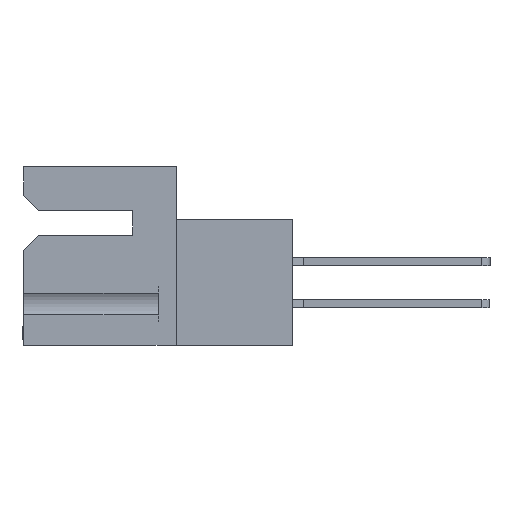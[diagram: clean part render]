
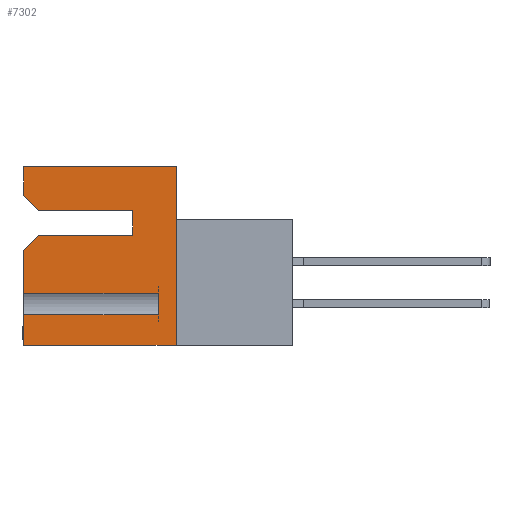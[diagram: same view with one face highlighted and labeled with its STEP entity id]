
A CAD part, left-side view. The second image highlights one B-rep face of the part: STEP entity #7302.
In plain terms, the highlighted planar face has unit normal (-1, 0, 0).
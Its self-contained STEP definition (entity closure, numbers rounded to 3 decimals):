
#469 = EDGE_CURVE ( 'NONE', #42468, #30618, #8411, .T. ) ;
#556 = VERTEX_POINT ( 'NONE', #10351 ) ;
#582 = CARTESIAN_POINT ( 'NONE',  ( 0., 11.506, -2.159 ) ) ;
#629 = VECTOR ( 'NONE', #3572, 1000. ) ;
#1057 = LINE ( 'NONE', #35317, #36545 ) ;
#1208 = DIRECTION ( 'NONE',  ( 0., 0., 1. ) ) ;
#1269 = VECTOR ( 'NONE', #7001, 1000. ) ;
#1534 = DIRECTION ( 'NONE',  ( 0., 0., -1. ) ) ;
#1641 = CARTESIAN_POINT ( 'NONE',  ( 0., 3.251, -5.182 ) ) ;
#2451 = CARTESIAN_POINT ( 'NONE',  ( 0., 11.506, -13.487 ) ) ;
#3446 = VERTEX_POINT ( 'NONE', #2451 ) ;
#3572 = DIRECTION ( 'NONE',  ( 0., -1., 0. ) ) ;
#3799 = EDGE_CURVE ( 'NONE', #34829, #556, #17608, .T. ) ;
#4316 = VECTOR ( 'NONE', #38030, 1000. ) ;
#4379 = CARTESIAN_POINT ( 'NONE',  ( 0., 3.251, -3.302 ) ) ;
#4528 = VECTOR ( 'NONE', #42549, 1000. ) ;
#5218 = VECTOR ( 'NONE', #27925, 1000. ) ;
#6741 = CARTESIAN_POINT ( 'NONE',  ( 0., 11.506, 0. ) ) ;
#6792 = CARTESIAN_POINT ( 'NONE',  ( 0., 1.346, -9.556 ) ) ;
#7001 = DIRECTION ( 'NONE',  ( 0., 0., 1. ) ) ;
#7302 = ADVANCED_FACE ( 'NONE', ( #22855 ), #14374, .F. ) ;
#8048 = DIRECTION ( 'NONE',  ( 1., 0., 0. ) ) ;
#8179 = CARTESIAN_POINT ( 'NONE',  ( 0., 1.346, 0. ) ) ;
#8350 = ORIENTED_EDGE ( 'NONE', *, *, #26894, .T. ) ;
#8411 = LINE ( 'NONE', #35333, #629 ) ;
#8955 = LINE ( 'NONE', #28317, #4528 ) ;
#9098 = VERTEX_POINT ( 'NONE', #40307 ) ;
#10019 = VERTEX_POINT ( 'NONE', #10506 ) ;
#10236 = ORIENTED_EDGE ( 'NONE', *, *, #25447, .F. ) ;
#10351 = CARTESIAN_POINT ( 'NONE',  ( 0., 0., -13.487 ) ) ;
#10506 = CARTESIAN_POINT ( 'NONE',  ( 0., 1.346, -11.17 ) ) ;
#10646 = VERTEX_POINT ( 'NONE', #582 ) ;
#11066 = ORIENTED_EDGE ( 'NONE', *, *, #23781, .T. ) ;
#11213 = LINE ( 'NONE', #31793, #1269 ) ;
#12114 = ORIENTED_EDGE ( 'NONE', *, *, #16712, .T. ) ;
#12729 = DIRECTION ( 'NONE',  ( 0., -0.707, -0.707 ) ) ;
#12994 = VERTEX_POINT ( 'NONE', #35582 ) ;
#13086 = ORIENTED_EDGE ( 'NONE', *, *, #21173, .F. ) ;
#13443 = CARTESIAN_POINT ( 'NONE',  ( 0., 11.506, 0. ) ) ;
#13988 = ORIENTED_EDGE ( 'NONE', *, *, #3799, .F. ) ;
#14334 = ORIENTED_EDGE ( 'NONE', *, *, #14451, .F. ) ;
#14374 = PLANE ( 'NONE',  #33497 ) ;
#14451 = EDGE_CURVE ( 'NONE', #24085, #34829, #34234, .T. ) ;
#15112 = CARTESIAN_POINT ( 'NONE',  ( 0., 1.346, -11.17 ) ) ;
#15561 = VECTOR ( 'NONE', #34221, 1000. ) ;
#16075 = CARTESIAN_POINT ( 'NONE',  ( 0., 10.363, -5.182 ) ) ;
#16712 = EDGE_CURVE ( 'NONE', #10019, #22360, #42914, .T. ) ;
#17365 = CARTESIAN_POINT ( 'NONE',  ( 0., -8.814, -13.487 ) ) ;
#17608 = LINE ( 'NONE', #29973, #34241 ) ;
#18163 = VERTEX_POINT ( 'NONE', #43149 ) ;
#18599 = CARTESIAN_POINT ( 'NONE',  ( 0., 11.506, -9.556 ) ) ;
#19408 = EDGE_CURVE ( 'NONE', #30618, #36618, #26457, .T. ) ;
#19597 = VECTOR ( 'NONE', #29732, 1000. ) ;
#19785 = VECTOR ( 'NONE', #41872, 1000. ) ;
#19827 = CARTESIAN_POINT ( 'NONE',  ( 0., 0., 0. ) ) ;
#19987 = CARTESIAN_POINT ( 'NONE',  ( 0., 0., -3.302 ) ) ;
#20242 = CARTESIAN_POINT ( 'NONE',  ( 0., 11.506, -13.487 ) ) ;
#21173 = EDGE_CURVE ( 'NONE', #556, #3446, #29633, .T. ) ;
#21580 = VECTOR ( 'NONE', #34697, 1000. ) ;
#22326 = CARTESIAN_POINT ( 'NONE',  ( 0., 0., 0. ) ) ;
#22360 = VERTEX_POINT ( 'NONE', #23442 ) ;
#22831 = EDGE_CURVE ( 'NONE', #36618, #9098, #36092, .T. ) ;
#22855 = FACE_OUTER_BOUND ( 'NONE', #30091, .T. ) ;
#23442 = CARTESIAN_POINT ( 'NONE',  ( 0., 11.506, -11.17 ) ) ;
#23781 = EDGE_CURVE ( 'NONE', #42468, #18163, #1057, .T. ) ;
#24085 = VERTEX_POINT ( 'NONE', #6741 ) ;
#24281 = EDGE_CURVE ( 'NONE', #28460, #12994, #29303, .T. ) ;
#24320 = DIRECTION ( 'NONE',  ( 0., 0.707, -0.707 ) ) ;
#24529 = LINE ( 'NONE', #8179, #34493 ) ;
#25447 = EDGE_CURVE ( 'NONE', #28460, #18163, #11213, .T. ) ;
#25674 = CARTESIAN_POINT ( 'NONE',  ( 0., 3.251, -5.182 ) ) ;
#26457 = LINE ( 'NONE', #1641, #39238 ) ;
#26570 = DIRECTION ( 'NONE',  ( 0., 0., 1. ) ) ;
#26894 = EDGE_CURVE ( 'NONE', #10646, #9098, #27952, .T. ) ;
#27925 = DIRECTION ( 'NONE',  ( 0., 1., 0. ) ) ;
#27952 = LINE ( 'NONE', #30143, #34613 ) ;
#28260 = ORIENTED_EDGE ( 'NONE', *, *, #24281, .T. ) ;
#28317 = CARTESIAN_POINT ( 'NONE',  ( 0., 11.506, -13.487 ) ) ;
#28460 = VERTEX_POINT ( 'NONE', #18599 ) ;
#29303 = LINE ( 'NONE', #6792, #21580 ) ;
#29633 = LINE ( 'NONE', #17365, #5218 ) ;
#29732 = DIRECTION ( 'NONE',  ( 0., 1., 0. ) ) ;
#29973 = CARTESIAN_POINT ( 'NONE',  ( 0., 0., 0. ) ) ;
#30091 = EDGE_LOOP ( 'NONE', ( #13086, #13988, #14334, #42507, #8350, #38592, #37627, #31507, #11066, #10236, #28260, #40882, #12114, #38177 ) ) ;
#30143 = CARTESIAN_POINT ( 'NONE',  ( 0., 10.363, -3.302 ) ) ;
#30618 = VERTEX_POINT ( 'NONE', #25674 ) ;
#31507 = ORIENTED_EDGE ( 'NONE', *, *, #469, .F. ) ;
#31793 = CARTESIAN_POINT ( 'NONE',  ( 0., 11.506, -13.487 ) ) ;
#33497 = AXIS2_PLACEMENT_3D ( 'NONE', #22326, #8048, #1534 ) ;
#34221 = DIRECTION ( 'NONE',  ( 0., 1., 0. ) ) ;
#34234 = LINE ( 'NONE', #13443, #19785 ) ;
#34241 = VECTOR ( 'NONE', #37078, 1000. ) ;
#34493 = VECTOR ( 'NONE', #1208, 1000. ) ;
#34613 = VECTOR ( 'NONE', #12729, 1000. ) ;
#34697 = DIRECTION ( 'NONE',  ( 0., -1., 0. ) ) ;
#34829 = VERTEX_POINT ( 'NONE', #19827 ) ;
#35317 = CARTESIAN_POINT ( 'NONE',  ( 0., 10.363, -5.182 ) ) ;
#35333 = CARTESIAN_POINT ( 'NONE',  ( 0., 0., -5.182 ) ) ;
#35582 = CARTESIAN_POINT ( 'NONE',  ( 0., 1.346, -9.556 ) ) ;
#36092 = LINE ( 'NONE', #19987, #15561 ) ;
#36545 = VECTOR ( 'NONE', #24320, 1000. ) ;
#36618 = VERTEX_POINT ( 'NONE', #4379 ) ;
#37078 = DIRECTION ( 'NONE',  ( 0., 0., -1. ) ) ;
#37627 = ORIENTED_EDGE ( 'NONE', *, *, #19408, .F. ) ;
#38030 = DIRECTION ( 'NONE',  ( 0., 0., 1. ) ) ;
#38177 = ORIENTED_EDGE ( 'NONE', *, *, #45742, .F. ) ;
#38592 = ORIENTED_EDGE ( 'NONE', *, *, #22831, .F. ) ;
#39238 = VECTOR ( 'NONE', #26570, 1000. ) ;
#40307 = CARTESIAN_POINT ( 'NONE',  ( 0., 10.363, -3.302 ) ) ;
#40882 = ORIENTED_EDGE ( 'NONE', *, *, #41032, .F. ) ;
#41032 = EDGE_CURVE ( 'NONE', #10019, #12994, #24529, .T. ) ;
#41377 = EDGE_CURVE ( 'NONE', #10646, #24085, #8955, .T. ) ;
#41872 = DIRECTION ( 'NONE',  ( 0., -1., 0. ) ) ;
#42468 = VERTEX_POINT ( 'NONE', #16075 ) ;
#42507 = ORIENTED_EDGE ( 'NONE', *, *, #41377, .F. ) ;
#42549 = DIRECTION ( 'NONE',  ( 0., 0., 1. ) ) ;
#42914 = LINE ( 'NONE', #15112, #19597 ) ;
#43149 = CARTESIAN_POINT ( 'NONE',  ( 0., 11.506, -6.325 ) ) ;
#44244 = LINE ( 'NONE', #20242, #4316 ) ;
#45742 = EDGE_CURVE ( 'NONE', #3446, #22360, #44244, .T. ) ;
